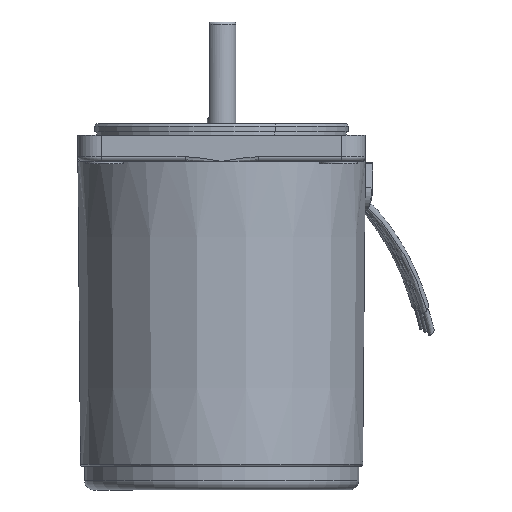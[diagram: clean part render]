
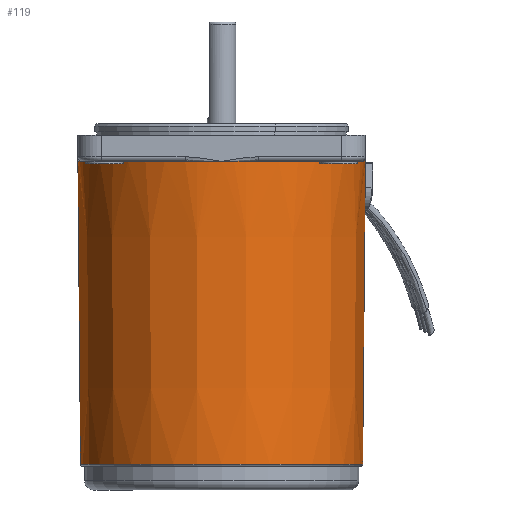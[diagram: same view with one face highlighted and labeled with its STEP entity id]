
A CAD part, left-side view. The second image highlights one B-rep face of the part: STEP entity #119.
In plain terms, the highlighted conical face has half-angle 0.5 degrees and reference radius 29.841 mm.
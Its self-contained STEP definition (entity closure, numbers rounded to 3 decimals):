
#107 = VERTEX_POINT ( 'NONE', #878 ) ;
#108 = VERTEX_POINT ( 'NONE', #939 ) ;
#109 = EDGE_CURVE ( 'NONE', #118, #135, #931, .T. ) ;
#110 = ORIENTED_EDGE ( 'NONE', *, *, #116, .F. ) ;
#111 = VERTEX_POINT ( 'NONE', #933 ) ;
#112 = ORIENTED_EDGE ( 'NONE', *, *, #117, .F. ) ;
#116 = EDGE_CURVE ( 'NONE', #191, #133, #942, .T. ) ;
#117 = EDGE_CURVE ( 'NONE', #111, #125, #984, .T. ) ;
#118 = VERTEX_POINT ( 'NONE', #974 ) ;
#119 = ADVANCED_FACE ( 'NONE', ( #979 ), #980, .T. ) ;
#120 = ORIENTED_EDGE ( 'NONE', *, *, #189, .F. ) ;
#125 = VERTEX_POINT ( 'NONE', #958 ) ;
#126 = ORIENTED_EDGE ( 'NONE', *, *, #184, .F. ) ;
#127 = ORIENTED_EDGE ( 'NONE', *, *, #129, .T. ) ;
#129 = EDGE_CURVE ( 'NONE', #111, #108, #957, .T. ) ;
#131 = EDGE_LOOP ( 'NONE', ( #127, #132, #120, #126, #110, #190, #181, #188, #112 ) ) ;
#132 = ORIENTED_EDGE ( 'NONE', *, *, #183, .T. ) ;
#133 = VERTEX_POINT ( 'NONE', #1011 ) ;
#135 = VERTEX_POINT ( 'NONE', #1010 ) ;
#181 = ORIENTED_EDGE ( 'NONE', *, *, #109, .F. ) ;
#182 = EDGE_CURVE ( 'NONE', #125, #118, #1205, .T. ) ;
#183 = EDGE_CURVE ( 'NONE', #108, #107, #1200, .T. ) ;
#184 = EDGE_CURVE ( 'NONE', #133, #185, #1150, .T. ) ;
#185 = VERTEX_POINT ( 'NONE', #1199 ) ;
#186 = EDGE_CURVE ( 'NONE', #135, #191, #1208, .T. ) ;
#188 = ORIENTED_EDGE ( 'NONE', *, *, #182, .F. ) ;
#189 = EDGE_CURVE ( 'NONE', #185, #107, #1188, .T. ) ;
#190 = ORIENTED_EDGE ( 'NONE', *, *, #186, .F. ) ;
#191 = VERTEX_POINT ( 'NONE', #1178 ) ;
#878 = CARTESIAN_POINT ( 'NONE',  ( -30.4, 0., -5.5 ) ) ;
#928 = DIRECTION ( 'NONE',  ( 0., 0., 1. ) ) ;
#929 = CARTESIAN_POINT ( 'NONE',  ( 0., 0., -5.5 ) ) ;
#930 = AXIS2_PLACEMENT_3D ( 'NONE', #929, #928, #986 ) ;
#931 = CIRCLE ( 'NONE', #930, 30.4 ) ;
#933 = CARTESIAN_POINT ( 'NONE',  ( 29.841, 0., -69.504 ) ) ;
#939 = CARTESIAN_POINT ( 'NONE',  ( -29.841, 0., -69.504 ) ) ;
#942 = CIRCLE ( 'NONE', #985, 30.4 ) ;
#957 = CIRCLE ( 'NONE', #1018, 29.841 ) ;
#958 = CARTESIAN_POINT ( 'NONE',  ( 30.4, 0., -5.5 ) ) ;
#960 = DIRECTION ( 'NONE',  ( 0., 0., 1. ) ) ;
#964 = DIRECTION ( 'NONE',  ( 1., 0., 0. ) ) ;
#967 = DIRECTION ( 'NONE',  ( 0., 0., 1. ) ) ;
#968 = CARTESIAN_POINT ( 'NONE',  ( 0., 0., -69.504 ) ) ;
#971 = AXIS2_PLACEMENT_3D ( 'NONE', #968, #967, #964 ) ;
#972 = DIRECTION ( 'NONE',  ( 0.009, 0., 1. ) ) ;
#973 = VECTOR ( 'NONE', #972, 1000. ) ;
#974 = CARTESIAN_POINT ( 'NONE',  ( 29.4, 7.733, -5.5 ) ) ;
#975 = DIRECTION ( 'NONE',  ( 1., 0., 0. ) ) ;
#976 = DIRECTION ( 'NONE',  ( 0., 0., 1. ) ) ;
#977 = CARTESIAN_POINT ( 'NONE',  ( 0., 0., -5.5 ) ) ;
#979 = FACE_OUTER_BOUND ( 'NONE', #131, .T. ) ;
#980 = CONICAL_SURFACE ( 'NONE', #971, 29.841, 0.009 ) ;
#983 = CARTESIAN_POINT ( 'NONE',  ( 29.841, 0., -69.504 ) ) ;
#984 = LINE ( 'NONE', #983, #973 ) ;
#985 = AXIS2_PLACEMENT_3D ( 'NONE', #977, #976, #975 ) ;
#986 = DIRECTION ( 'NONE',  ( 1., 0., 0. ) ) ;
#1010 = CARTESIAN_POINT ( 'NONE',  ( 7.733, 29.4, -5.5 ) ) ;
#1011 = CARTESIAN_POINT ( 'NONE',  ( -7.733, 29.4, -5.5 ) ) ;
#1014 = DIRECTION ( 'NONE',  ( 1., 0., 0. ) ) ;
#1016 = CARTESIAN_POINT ( 'NONE',  ( 0., 0., -69.504 ) ) ;
#1018 = AXIS2_PLACEMENT_3D ( 'NONE', #1016, #960, #1014 ) ;
#1148 = AXIS2_PLACEMENT_3D ( 'NONE', #1198, #1197, #1196 ) ;
#1150 = CIRCLE ( 'NONE', #1202, 30.4 ) ;
#1177 = AXIS2_PLACEMENT_3D ( 'NONE', #1183, #1241, #1240 ) ;
#1178 = CARTESIAN_POINT ( 'NONE',  ( 0., 30.4, -5.5 ) ) ;
#1179 = DIRECTION ( 'NONE',  ( 1., 0., 0. ) ) ;
#1180 = DIRECTION ( 'NONE',  ( 0., 0., 1. ) ) ;
#1183 = CARTESIAN_POINT ( 'NONE',  ( 0., 0., -5.5 ) ) ;
#1185 = AXIS2_PLACEMENT_3D ( 'NONE', #1201, #1180, #1179 ) ;
#1186 = DIRECTION ( 'NONE',  ( 1., 0., 0. ) ) ;
#1187 = DIRECTION ( 'NONE',  ( 0., 0., 1. ) ) ;
#1188 = CIRCLE ( 'NONE', #1177, 30.4 ) ;
#1192 = DIRECTION ( 'NONE',  ( -0.009, 0., 1. ) ) ;
#1193 = VECTOR ( 'NONE', #1192, 1000. ) ;
#1194 = CARTESIAN_POINT ( 'NONE',  ( -29.841, 0., -69.504 ) ) ;
#1195 = CARTESIAN_POINT ( 'NONE',  ( 0., 0., -5.5 ) ) ;
#1196 = DIRECTION ( 'NONE',  ( 1., 0., 0. ) ) ;
#1197 = DIRECTION ( 'NONE',  ( 0., 0., 1. ) ) ;
#1198 = CARTESIAN_POINT ( 'NONE',  ( 0., 0., -5.5 ) ) ;
#1199 = CARTESIAN_POINT ( 'NONE',  ( -29.4, 7.733, -5.5 ) ) ;
#1200 = LINE ( 'NONE', #1194, #1193 ) ;
#1201 = CARTESIAN_POINT ( 'NONE',  ( 0., 0., -5.5 ) ) ;
#1202 = AXIS2_PLACEMENT_3D ( 'NONE', #1195, #1187, #1186 ) ;
#1205 = CIRCLE ( 'NONE', #1148, 30.4 ) ;
#1208 = CIRCLE ( 'NONE', #1185, 30.4 ) ;
#1240 = DIRECTION ( 'NONE',  ( 1., 0., 0. ) ) ;
#1241 = DIRECTION ( 'NONE',  ( 0., 0., 1. ) ) ;
